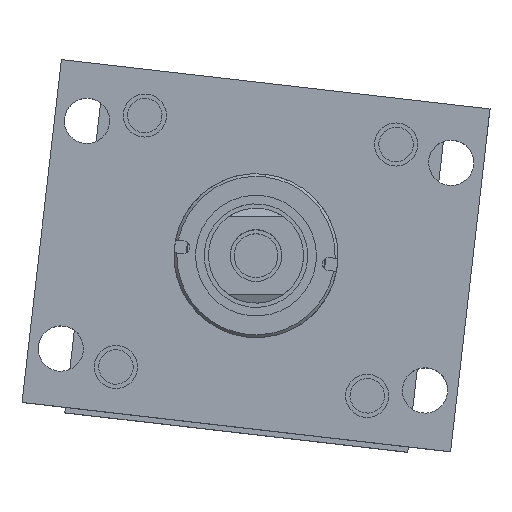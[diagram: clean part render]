
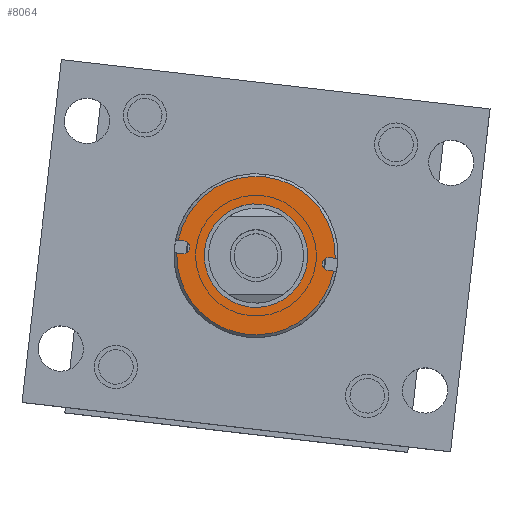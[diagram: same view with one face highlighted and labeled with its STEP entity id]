
A CAD part, top view. The second image highlights one B-rep face of the part: STEP entity #8064.
In plain terms, the highlighted face is planar.
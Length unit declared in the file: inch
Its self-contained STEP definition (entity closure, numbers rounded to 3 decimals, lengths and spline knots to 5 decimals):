
#9 = CARTESIAN_POINT ( 'NONE',  ( 9.17484, 15.23865, 0.094 ) ) ;
#30 = VERTEX_POINT ( 'NONE', #9 ) ;
#119 = EDGE_CURVE ( 'NONE', #6894, #5828, #3636, .T. ) ;
#180 = DIRECTION ( 'NONE',  ( -1., 0., 0. ) ) ;
#208 = CARTESIAN_POINT ( 'NONE',  ( 9.17484, 17.52594, -0.094 ) ) ;
#446 = FACE_OUTER_BOUND ( 'NONE', #4091, .T. ) ;
#510 = CIRCLE ( 'NONE', #1672, 0.75 ) ;
#550 = DIRECTION ( 'NONE',  ( 1., 0., 0. ) ) ;
#803 = LINE ( 'NONE', #2774, #8257 ) ;
#836 = CARTESIAN_POINT ( 'NONE',  ( 9.17484, 16.3823, 0. ) ) ;
#945 = DIRECTION ( 'NONE',  ( 0., 0., 1. ) ) ;
#963 = EDGE_CURVE ( 'NONE', #4923, #8945, #9246, .T. ) ;
#1091 = CARTESIAN_POINT ( 'NONE',  ( 9.17484, 17.5298, -0.094 ) ) ;
#1193 = EDGE_CURVE ( 'NONE', #5337, #3891, #2783, .T. ) ;
#1618 = DIRECTION ( 'NONE',  ( 1., 0., 0. ) ) ;
#1672 = AXIS2_PLACEMENT_3D ( 'NONE', #5382, #5483, #8315 ) ;
#1706 = ORIENTED_EDGE ( 'NONE', *, *, #2710, .T. ) ;
#1752 = LINE ( 'NONE', #1091, #6854 ) ;
#2309 = ORIENTED_EDGE ( 'NONE', *, *, #3642, .T. ) ;
#2417 = DIRECTION ( 'NONE',  ( 1., 0., 0. ) ) ;
#2436 = VECTOR ( 'NONE', #2750, 39.37008 ) ;
#2616 = VERTEX_POINT ( 'NONE', #208 ) ;
#2710 = EDGE_CURVE ( 'NONE', #30, #5956, #6765, .T. ) ;
#2750 = DIRECTION ( 'NONE',  ( 0., -1., 0. ) ) ;
#2774 = CARTESIAN_POINT ( 'NONE',  ( 9.17484, 17.5298, 0.094 ) ) ;
#2783 = CIRCLE ( 'NONE', #7391, 0.75 ) ;
#2875 = CARTESIAN_POINT ( 'NONE',  ( 9.17484, 16.3823, 0.75 ) ) ;
#2910 = DIRECTION ( 'NONE',  ( 0., 0., 1. ) ) ;
#2991 = AXIS2_PLACEMENT_3D ( 'NONE', #836, #8070, #4504 ) ;
#3083 = ORIENTED_EDGE ( 'NONE', *, *, #4963, .F. ) ;
#3103 = EDGE_CURVE ( 'NONE', #5152, #4016, #8430, .T. ) ;
#3132 = CARTESIAN_POINT ( 'NONE',  ( 9.17484, 16.3823, -0.75 ) ) ;
#3263 = CIRCLE ( 'NONE', #3644, 1.1475 ) ;
#3636 = CIRCLE ( 'NONE', #2991, 1.1475 ) ;
#3642 = EDGE_CURVE ( 'NONE', #5828, #4923, #1752, .T. ) ;
#3643 = ORIENTED_EDGE ( 'NONE', *, *, #963, .T. ) ;
#3644 = AXIS2_PLACEMENT_3D ( 'NONE', #7365, #6566, #2910 ) ;
#3891 = VERTEX_POINT ( 'NONE', #2875 ) ;
#4016 = VERTEX_POINT ( 'NONE', #8775 ) ;
#4091 = EDGE_LOOP ( 'NONE', ( #8268, #8929, #2309, #3643, #8490, #1706, #4209, #8284, #5607 ) ) ;
#4103 = CARTESIAN_POINT ( 'NONE',  ( 9.17484, 16.3823, 0. ) ) ;
#4138 = PLANE ( 'NONE',  #5650 ) ;
#4209 = ORIENTED_EDGE ( 'NONE', *, *, #7461, .T. ) ;
#4504 = DIRECTION ( 'NONE',  ( 0., 0., 1. ) ) ;
#4665 = EDGE_LOOP ( 'NONE', ( #3083, #5969 ) ) ;
#4805 = CARTESIAN_POINT ( 'NONE',  ( 9.17484, 17.5298, -0.094 ) ) ;
#4923 = VERTEX_POINT ( 'NONE', #7468 ) ;
#4963 = EDGE_CURVE ( 'NONE', #3891, #5337, #510, .T. ) ;
#5090 = EDGE_CURVE ( 'NONE', #2616, #4016, #6531, .T. ) ;
#5152 = VERTEX_POINT ( 'NONE', #9206 ) ;
#5301 = CARTESIAN_POINT ( 'NONE',  ( 9.17484, 15.3203, 0. ) ) ;
#5337 = VERTEX_POINT ( 'NONE', #3132 ) ;
#5382 = CARTESIAN_POINT ( 'NONE',  ( 9.17484, 16.3823, 0. ) ) ;
#5430 = CARTESIAN_POINT ( 'NONE',  ( 9.17484, 17.52594, 0.094 ) ) ;
#5483 = DIRECTION ( 'NONE',  ( -1., 0., 0. ) ) ;
#5554 = DIRECTION ( 'NONE',  ( 0., 0., 1. ) ) ;
#5607 = ORIENTED_EDGE ( 'NONE', *, *, #5090, .F. ) ;
#5621 = DIRECTION ( 'NONE',  ( 0., 0., -1. ) ) ;
#5650 = AXIS2_PLACEMENT_3D ( 'NONE', #9180, #550, #5621 ) ;
#5683 = AXIS2_PLACEMENT_3D ( 'NONE', #8816, #1618, #8992 ) ;
#5699 = CARTESIAN_POINT ( 'NONE',  ( 9.17484, 17.5298, 0.094 ) ) ;
#5828 = VERTEX_POINT ( 'NONE', #9033 ) ;
#5956 = VERTEX_POINT ( 'NONE', #5430 ) ;
#5969 = ORIENTED_EDGE ( 'NONE', *, *, #1193, .F. ) ;
#6053 = CARTESIAN_POINT ( 'NONE',  ( 9.17484, 16.3823, 0. ) ) ;
#6323 = DIRECTION ( 'NONE',  ( -1., 0., 0. ) ) ;
#6506 = CARTESIAN_POINT ( 'NONE',  ( 9.17484, 16.3823, -1.1475 ) ) ;
#6531 = LINE ( 'NONE', #4805, #2436 ) ;
#6566 = DIRECTION ( 'NONE',  ( -1., 0., 0. ) ) ;
#6765 = CIRCLE ( 'NONE', #8142, 1.1475 ) ;
#6854 = VECTOR ( 'NONE', #8307, 39.37008 ) ;
#6894 = VERTEX_POINT ( 'NONE', #6506 ) ;
#6969 = AXIS2_PLACEMENT_3D ( 'NONE', #5301, #2417, #7533 ) ;
#7130 = VECTOR ( 'NONE', #9324, 39.37008 ) ;
#7327 = CARTESIAN_POINT ( 'NONE',  ( 9.17484, 15.3203, 0.094 ) ) ;
#7365 = CARTESIAN_POINT ( 'NONE',  ( 9.17484, 16.3823, 0. ) ) ;
#7391 = AXIS2_PLACEMENT_3D ( 'NONE', #4103, #6323, #5554 ) ;
#7461 = EDGE_CURVE ( 'NONE', #5956, #5152, #9032, .T. ) ;
#7468 = CARTESIAN_POINT ( 'NONE',  ( 9.17484, 15.3203, -0.094 ) ) ;
#7533 = DIRECTION ( 'NONE',  ( 0., 0., -1. ) ) ;
#8064 = ADVANCED_FACE ( 'NONE', ( #8582, #446 ), #4138, .F. ) ;
#8070 = DIRECTION ( 'NONE',  ( -1., 0., 0. ) ) ;
#8142 = AXIS2_PLACEMENT_3D ( 'NONE', #6053, #180, #945 ) ;
#8257 = VECTOR ( 'NONE', #9291, 39.37008 ) ;
#8268 = ORIENTED_EDGE ( 'NONE', *, *, #8414, .T. ) ;
#8284 = ORIENTED_EDGE ( 'NONE', *, *, #3103, .T. ) ;
#8307 = DIRECTION ( 'NONE',  ( 0., 1., 0. ) ) ;
#8315 = DIRECTION ( 'NONE',  ( 0., 0., 1. ) ) ;
#8414 = EDGE_CURVE ( 'NONE', #2616, #6894, #3263, .T. ) ;
#8430 = CIRCLE ( 'NONE', #5683, 0.094 ) ;
#8490 = ORIENTED_EDGE ( 'NONE', *, *, #8874, .F. ) ;
#8582 = FACE_BOUND ( 'NONE', #4665, .T. ) ;
#8775 = CARTESIAN_POINT ( 'NONE',  ( 9.17484, 17.4443, -0.094 ) ) ;
#8816 = CARTESIAN_POINT ( 'NONE',  ( 9.17484, 17.4443, 0. ) ) ;
#8874 = EDGE_CURVE ( 'NONE', #30, #8945, #803, .T. ) ;
#8929 = ORIENTED_EDGE ( 'NONE', *, *, #119, .T. ) ;
#8945 = VERTEX_POINT ( 'NONE', #7327 ) ;
#8992 = DIRECTION ( 'NONE',  ( 0., 0., -1. ) ) ;
#9032 = LINE ( 'NONE', #5699, #7130 ) ;
#9033 = CARTESIAN_POINT ( 'NONE',  ( 9.17484, 15.23865, -0.094 ) ) ;
#9180 = CARTESIAN_POINT ( 'NONE',  ( 9.17484, 17.5298, 0. ) ) ;
#9206 = CARTESIAN_POINT ( 'NONE',  ( 9.17484, 17.4443, 0.094 ) ) ;
#9246 = CIRCLE ( 'NONE', #6969, 0.094 ) ;
#9291 = DIRECTION ( 'NONE',  ( 0., 1., 0. ) ) ;
#9324 = DIRECTION ( 'NONE',  ( 0., -1., 0. ) ) ;
